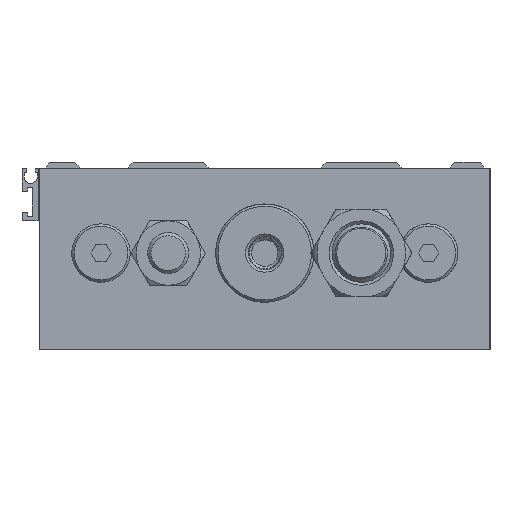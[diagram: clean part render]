
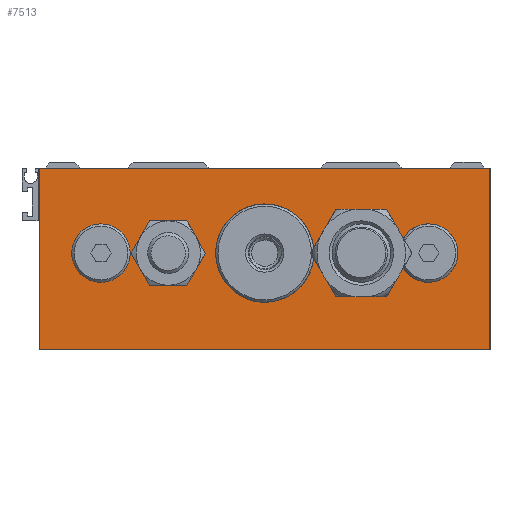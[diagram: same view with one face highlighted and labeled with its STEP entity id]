
A CAD part, left-side view. The second image highlights one B-rep face of the part: STEP entity #7513.
In plain terms, the highlighted planar face has unit normal (-1, 0, 0).
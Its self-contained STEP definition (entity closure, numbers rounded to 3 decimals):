
#6243=CARTESIAN_POINT('',(0.,-16.706,
-27.223));
#6244=VERTEX_POINT('Vertex291',#6243);
#6251=CARTESIAN_POINT('',(0.,-16.706,
-30.777));
#6252=VERTEX_POINT('Vertex292',#6251);
#6281=CARTESIAN_POINT('',(0.,-47.387,
-34.081));
#6282=VERTEX_POINT('Vertex293',#6281);
#6298=CARTESIAN_POINT('',(0.,-47.387,
-23.919));
#6299=VERTEX_POINT('Vertex294',#6298);
#6351=CARTESIAN_POINT('',(0.,26.647,
-17.997));
#6352=VERTEX_POINT('Vertex296',#6351);
#6360=CARTESIAN_POINT('',(0.,20.295,-29.));
#6361=VERTEX_POINT('Vertex297',#6360);
#6368=CARTESIAN_POINT('',(0.,23.471,
-23.499));
#6369=DIRECTION('',(0.,-0.5,-0.866));
#6370=VECTOR('',#6369,1.);
#6371=LINE('nurbsCrv400',#6368,#6370);
#6372=EDGE_CURVE('Edge400',#6352,#6361,#6371,.T.);
#6382=CARTESIAN_POINT('',(0.,39.353,-17.997));
#6383=VERTEX_POINT('Vertex298',#6382);
#6393=CARTESIAN_POINT('',(0.,33.,
-17.997));
#6394=DIRECTION('',(0.,-1.,0.));
#6395=VECTOR('',#6394,1.);
#6396=LINE('nurbsCrv402',#6393,#6395);
#6397=EDGE_CURVE('Edge402',#6383,#6352,#6396,.T.);
#6409=CARTESIAN_POINT('',(0.,26.647,
-40.003));
#6410=VERTEX_POINT('Vertex299',#6409);
#6417=CARTESIAN_POINT('',(0.,23.471,
-34.501));
#6418=DIRECTION('',(0.,0.5,-0.866));
#6419=VECTOR('',#6418,1.);
#6420=LINE('nurbsCrv404',#6417,#6419);
#6421=EDGE_CURVE('Edge404',#6361,#6410,#6420,.T.);
#6431=CARTESIAN_POINT('',(0.,39.353,-40.003));
#6432=VERTEX_POINT('Vertex300',#6431);
#6440=CARTESIAN_POINT('',(0.,45.705,-29.));
#6441=VERTEX_POINT('Vertex301',#6440);
#6448=CARTESIAN_POINT('',(0.,42.529,
-34.501));
#6449=DIRECTION('',(0.,0.5,0.866));
#6450=VECTOR('',#6449,1.);
#6451=LINE('nurbsCrv407',#6448,#6450);
#6452=EDGE_CURVE('Edge407',#6432,#6441,#6451,.T.);
#6465=CARTESIAN_POINT('',(0.,42.529,
-23.499));
#6466=DIRECTION('',(0.,-0.5,0.866));
#6467=VECTOR('',#6466,1.);
#6468=LINE('nurbsCrv408',#6465,#6467);
#6469=EDGE_CURVE('Edge408',#6441,#6383,#6468,.T.);
#6483=CARTESIAN_POINT('',(0.,33.,
-40.003));
#6484=DIRECTION('',(0.,1.,0.));
#6485=VECTOR('',#6484,1.);
#6486=LINE('nurbsCrv409',#6483,#6485);
#6487=EDGE_CURVE('Edge409',#6410,#6432,#6486,.T.);
#6497=CARTESIAN_POINT('',(0.,-41.66,-44.));
#6498=VERTEX_POINT('Vertex302',#6497);
#6508=CARTESIAN_POINT('',(0.,-24.34,-44.));
#6509=VERTEX_POINT('Vertex303',#6508);
#6516=CARTESIAN_POINT('',(0.,-33.,-44.));
#6517=DIRECTION('',(0.,1.,0.));
#6518=VECTOR('',#6517,1.);
#6519=LINE('nurbsCrv412',#6516,#6518);
#6520=EDGE_CURVE('Edge412',#6498,#6509,#6519,.T.);
#6530=CARTESIAN_POINT('',(0.,-44.524,
-39.04));
#6531=DIRECTION('',(0.,0.5,-0.866)
);
#6532=VECTOR('',#6531,1.);
#6533=LINE('nurbsCrv413',#6530,#6532);
#6534=EDGE_CURVE('Edge413',#6282,#6498,#6533,.T.);
#6568=CARTESIAN_POINT('',(0.,-20.523,
-37.389));
#6569=DIRECTION('',(0.,0.5,0.866));
#6570=VECTOR('',#6569,1.);
#6571=LINE('nurbsCrv416',#6568,#6570);
#6572=EDGE_CURVE('Edge416',#6509,#6252,#6571,.T.);
#6584=CARTESIAN_POINT('',(0.,-41.66,-14.));
#6585=VERTEX_POINT('Vertex304',#6584);
#6586=CARTESIAN_POINT('',(0.,-44.524,
-18.96));
#6587=DIRECTION('',(0.,-0.5,-0.866));
#6588=VECTOR('',#6587,1.);
#6589=LINE('nurbsCrv417',#6586,#6588);
#6590=EDGE_CURVE('Edge417',#6585,#6299,#6589,.T.);
#6614=CARTESIAN_POINT('',(0.,-24.34,-14.));
#6615=VERTEX_POINT('Vertex305',#6614);
#6622=CARTESIAN_POINT('',(0.,-20.523,
-20.611));
#6623=DIRECTION('',(0.,-0.5,0.866));
#6624=VECTOR('',#6623,1.);
#6625=LINE('nurbsCrv420',#6622,#6624);
#6626=EDGE_CURVE('Edge420',#6244,#6615,#6625,.T.);
#6643=CARTESIAN_POINT('',(0.,-33.,-14.));
#6644=DIRECTION('',(0.,-1.,0.));
#6645=VECTOR('',#6644,1.);
#6646=LINE('nurbsCrv421',#6643,#6645);
#6647=EDGE_CURVE('Edge421',#6615,#6585,#6646,.T.);
#6659=CARTESIAN_POINT('',(0.,-77.,0.));
#6660=VERTEX_POINT('Vertex306',#6659);
#6675=CARTESIAN_POINT('',(0.,77.,0.));
#6676=VERTEX_POINT('Vertex309',#6675);
#6683=CARTESIAN_POINT('',(0.,0.,0.));
#6684=DIRECTION('',(0.,-1.,0.));
#6685=VECTOR('',#6684,1.);
#6686=LINE('nurbsCrv425',#6683,#6685);
#6687=EDGE_CURVE('Edge425',#6676,#6660,#6686,.T.);
#7275=CARTESIAN_POINT('',(0.,66.,-29.));
#7276=VERTEX_POINT('Vertex331',#7275);
#7277=CARTESIAN_POINT('',(0.,56.,-29.));
#7278=DIRECTION('',(1.,0.,0.));
#7279=DIRECTION('',(0.,1.,0.));
#7280=AXIS2_PLACEMENT_3D('',#7277,#7278,#7279);
#7281=CIRCLE('nurbsCrv457',#7280,10.);
#7282=EDGE_CURVE('Edge457',#7276,#7276,#7281,.T.);
#7292=CARTESIAN_POINT('',(0.,16.8,-29.));
#7293=VERTEX_POINT('Vertex471',#7292);
#7294=CARTESIAN_POINT('',(0.,0.,-29.));
#7295=DIRECTION('',(1.,0.,0.));
#7296=DIRECTION('',(0.,-0.994,-0.106
));
#7297=AXIS2_PLACEMENT_3D('',#7294,#7295,#7296);
#7298=CIRCLE('nurbsCrv1905',#7297,16.8);
#7299=EDGE_CURVE('Edge736',#6252,#7293,#7298,.T.);
#7302=CARTESIAN_POINT('',(0.,0.,-29.));
#7303=DIRECTION('',(1.,0.,0.));
#7304=DIRECTION('',(0.,1.,0.));
#7305=AXIS2_PLACEMENT_3D('',#7302,#7303,#7304);
#7306=CIRCLE('nurbsCrv1906',#7305,16.8);
#7307=EDGE_CURVE('Edge737',#7293,#6244,#7306,.T.);
#7326=CARTESIAN_POINT('',(0.,-56.,
-29.));
#7327=DIRECTION('',(1.,0.,0.));
#7328=DIRECTION('',(0.,0.861,0.508)
);
#7329=AXIS2_PLACEMENT_3D('',#7326,#7327,#7328);
#7330=CIRCLE('nurbsCrv459',#7329,10.);
#7331=EDGE_CURVE('Edge459',#6299,#6282,#7330,.T.);
#7353=CARTESIAN_POINT('',(0.,77.,-62.));
#7354=VERTEX_POINT('Vertex333',#7353);
#7361=CARTESIAN_POINT('',(0.,77.,-31.));
#7362=DIRECTION('',(0.,0.,-1.));
#7363=VECTOR('',#7362,1.);
#7364=LINE('nurbsCrv462',#7361,#7363);
#7365=EDGE_CURVE('Edge462',#6676,#7354,#7364,.T.);
#7468=ORIENTED_EDGE('Edgeuse928',*,*,#7365,.T.);
#7469=CARTESIAN_POINT('',(0.,-77.,-62.));
#7470=VERTEX_POINT('Vertex337',#7469);
#7471=CARTESIAN_POINT('',(0.,0.,
-62.));
#7472=DIRECTION('',(0.,-1.,0.));
#7473=VECTOR('',#7472,1.);
#7474=LINE('nurbsCrv468',#7471,#7473);
#7475=EDGE_CURVE('Edge468',#7354,#7470,#7474,.T.);
#7476=ORIENTED_EDGE('Edgeuse929',*,*,#7475,.T.);
#7477=CARTESIAN_POINT('',(0.,-77.,-31.));
#7478=DIRECTION('',(0.,0.,-1.));
#7479=VECTOR('',#7478,1.);
#7480=LINE('nurbsCrv469',#7477,#7479);
#7481=EDGE_CURVE('Edge469',#6660,#7470,#7480,.T.);
#7482=ORIENTED_EDGE('Edgeuse930',*,*,#7481,.F.);
#7483=ORIENTED_EDGE('Edgeuse931',*,*,#6687,.F.);
#7484=EDGE_LOOP('',(#7468,#7476,#7482,#7483));
#7485=FACE_OUTER_BOUND('',#7484,.T.);
#7486=ORIENTED_EDGE('Edgeuse913',*,*,#6590,.T.);
#7487=ORIENTED_EDGE('Edgeuse914',*,*,#7331,.T.);
#7488=ORIENTED_EDGE('Edgeuse915',*,*,#6534,.T.);
#7489=ORIENTED_EDGE('Edgeuse916',*,*,#6520,.T.);
#7490=ORIENTED_EDGE('Edgeuse917',*,*,#6572,.T.);
#7491=ORIENTED_EDGE('Edgeuse1472',*,*,#7299,.T.);
#7492=ORIENTED_EDGE('Edgeuse1474',*,*,#7307,.T.);
#7493=ORIENTED_EDGE('Edgeuse919',*,*,#6626,.T.);
#7494=ORIENTED_EDGE('Edgeuse920',*,*,#6647,.T.);
#7495=EDGE_LOOP('',(#7486,#7487,#7488,#7489,#7490,#7491,#7492,#7493,#7494));
#7496=FACE_BOUND('',#7495,.T.);
#7497=ORIENTED_EDGE('Edgeuse921',*,*,#6469,.T.);
#7498=ORIENTED_EDGE('Edgeuse922',*,*,#6397,.T.);
#7499=ORIENTED_EDGE('Edgeuse923',*,*,#6372,.T.);
#7500=ORIENTED_EDGE('Edgeuse924',*,*,#6421,.T.);
#7501=ORIENTED_EDGE('Edgeuse925',*,*,#6487,.T.);
#7502=ORIENTED_EDGE('Edgeuse926',*,*,#6452,.T.);
#7503=EDGE_LOOP('',(#7497,#7498,#7499,#7500,#7501,#7502));
#7504=FACE_BOUND('',#7503,.T.);
#7505=ORIENTED_EDGE('Edgeuse927',*,*,#7282,.T.);
#7506=EDGE_LOOP('',(#7505));
#7507=FACE_BOUND('',#7506,.T.);
#7508=CARTESIAN_POINT('',(0.,0.,
-31.));
#7509=DIRECTION('',(-1.,0.,0.));
#7510=DIRECTION('',(0.,0.,1.));
#7511=AXIS2_PLACEMENT_3D('',#7508,#7509,#7510);
#7512=PLANE('nurbsSrf223',#7511);
#7513=ADVANCED_FACE('Face223',(#7485,#7496,#7504,#7507),#7512,.T.);
